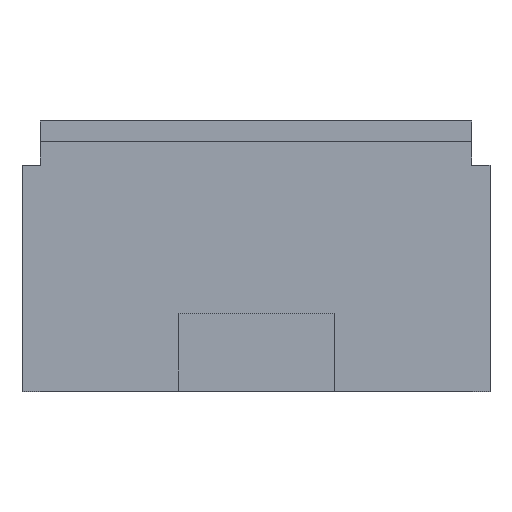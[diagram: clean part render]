
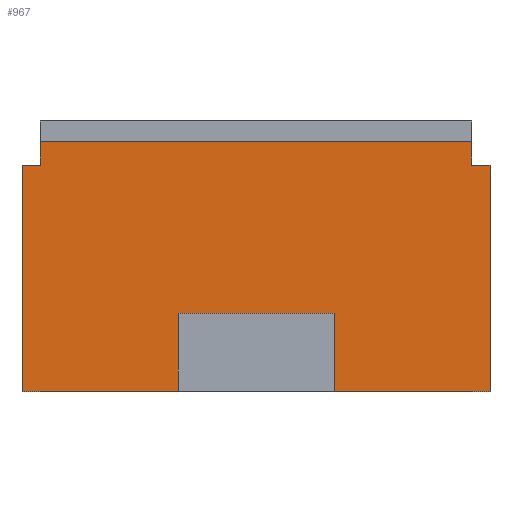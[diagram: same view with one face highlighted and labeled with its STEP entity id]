
A CAD part, top view. The second image highlights one B-rep face of the part: STEP entity #967.
In plain terms, the highlighted planar face has unit normal (0, 0, 1).
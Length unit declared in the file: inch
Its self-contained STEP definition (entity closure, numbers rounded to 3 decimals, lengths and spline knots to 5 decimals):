
#852=FACE_OUTER_BOUND('',#1217,.T.);
#967=ADVANCED_FACE('',(#852),#1082,.F.);
#1082=PLANE('',#3101);
#1217=EDGE_LOOP('',(#1487,#1488,#1489,#1490,#1491,#1492,#1493,#1494,#1495,
#1496,#1497,#1498));
#1487=ORIENTED_EDGE('',*,*,#2295,.F.);
#1488=ORIENTED_EDGE('',*,*,#2251,.T.);
#1489=ORIENTED_EDGE('',*,*,#2189,.F.);
#1490=ORIENTED_EDGE('',*,*,#2257,.F.);
#1491=ORIENTED_EDGE('',*,*,#2296,.F.);
#1492=ORIENTED_EDGE('',*,*,#2297,.F.);
#1493=ORIENTED_EDGE('',*,*,#2193,.F.);
#1494=ORIENTED_EDGE('',*,*,#2254,.F.);
#1495=ORIENTED_EDGE('',*,*,#2298,.F.);
#1496=ORIENTED_EDGE('',*,*,#2299,.F.);
#1497=ORIENTED_EDGE('',*,*,#2293,.T.);
#1498=ORIENTED_EDGE('',*,*,#2300,.F.);
#1981=VERTEX_POINT('',#3825);
#1982=VERTEX_POINT('',#3827);
#1985=VERTEX_POINT('',#3833);
#1986=VERTEX_POINT('',#3835);
#2039=VERTEX_POINT('',#3950);
#2040=VERTEX_POINT('',#3954);
#2042=VERTEX_POINT('',#3960);
#2064=VERTEX_POINT('',#4023);
#2065=VERTEX_POINT('',#4025);
#2066=VERTEX_POINT('',#4029);
#2067=VERTEX_POINT('',#4031);
#2068=VERTEX_POINT('',#4034);
#2189=EDGE_CURVE('',#1981,#1982,#2501,.T.);
#2193=EDGE_CURVE('',#1985,#1986,#2505,.T.);
#2251=EDGE_CURVE('',#2039,#1982,#2563,.T.);
#2254=EDGE_CURVE('',#2040,#1985,#2566,.T.);
#2257=EDGE_CURVE('',#2042,#1981,#2569,.T.);
#2293=EDGE_CURVE('',#2065,#2064,#2605,.T.);
#2295=EDGE_CURVE('',#2039,#2066,#2607,.T.);
#2296=EDGE_CURVE('',#2067,#2042,#2608,.T.);
#2297=EDGE_CURVE('',#1986,#2067,#2609,.T.);
#2298=EDGE_CURVE('',#2068,#2040,#2610,.T.);
#2299=EDGE_CURVE('',#2065,#2068,#2611,.T.);
#2300=EDGE_CURVE('',#2066,#2064,#2612,.T.);
#2501=LINE('',#3826,#2813);
#2505=LINE('',#3834,#2817);
#2563=LINE('',#3949,#2875);
#2566=LINE('',#3955,#2878);
#2569=LINE('',#3961,#2881);
#2605=LINE('',#4024,#2917);
#2607=LINE('',#4028,#2919);
#2608=LINE('',#4030,#2920);
#2609=LINE('',#4032,#2921);
#2610=LINE('',#4033,#2922);
#2611=LINE('',#4035,#2923);
#2612=LINE('',#4036,#2924);
#2813=VECTOR('',#3245,1.);
#2817=VECTOR('',#3249,1.);
#2875=VECTOR('',#3315,1.);
#2878=VECTOR('',#3320,1.);
#2881=VECTOR('',#3325,1.);
#2917=VECTOR('',#3371,1.);
#2919=VECTOR('',#3375,1.);
#2920=VECTOR('',#3376,1.);
#2921=VECTOR('',#3377,1.);
#2922=VECTOR('',#3378,1.);
#2923=VECTOR('',#3379,1.);
#2924=VECTOR('',#3380,1.);
#3101=AXIS2_PLACEMENT_3D('',#4037,#3381,#3382);
#3245=DIRECTION('',(-1.,0.,0.));
#3249=DIRECTION('',(-1.,0.,0.));
#3315=DIRECTION('',(0.,-1.,0.));
#3320=DIRECTION('',(0.,-1.,0.));
#3325=DIRECTION('',(0.,-1.,0.));
#3371=DIRECTION('',(-1.,0.,0.));
#3375=DIRECTION('',(1.,0.,0.));
#3376=DIRECTION('',(-1.,0.,0.));
#3377=DIRECTION('',(0.,1.,0.));
#3378=DIRECTION('',(1.,0.,0.));
#3379=DIRECTION('',(0.,-1.,0.));
#3380=DIRECTION('',(0.,1.,0.));
#3381=DIRECTION('',(0.,0.,-1.));
#3382=DIRECTION('',(0.,1.,0.));
#3825=CARTESIAN_POINT('',(0.3,0.,0.2));
#3826=CARTESIAN_POINT('',(0.3,0.,0.2));
#3827=CARTESIAN_POINT('',(0.,0.,0.2));
#3833=CARTESIAN_POINT('',(0.9,0.,0.2));
#3834=CARTESIAN_POINT('',(0.9,0.,0.2));
#3835=CARTESIAN_POINT('',(0.6,0.,0.2));
#3949=CARTESIAN_POINT('',(0.,0.48,0.2));
#3950=CARTESIAN_POINT('',(0.,0.435,0.2));
#3954=CARTESIAN_POINT('',(0.9,0.435,0.2));
#3955=CARTESIAN_POINT('',(0.9,5.,0.2));
#3960=CARTESIAN_POINT('',(0.3,0.15,0.2));
#3961=CARTESIAN_POINT('',(0.3,5.,0.2));
#4023=CARTESIAN_POINT('',(0.035,0.48,0.2));
#4024=CARTESIAN_POINT('',(10.,0.48,0.2));
#4025=CARTESIAN_POINT('',(0.865,0.48,0.2));
#4028=CARTESIAN_POINT('',(10.,0.435,0.2));
#4029=CARTESIAN_POINT('',(0.035,0.435,0.2));
#4030=CARTESIAN_POINT('',(10.,0.15,0.2));
#4031=CARTESIAN_POINT('',(0.6,0.15,0.2));
#4032=CARTESIAN_POINT('',(0.6,5.,0.2));
#4033=CARTESIAN_POINT('',(10.,0.435,0.2));
#4034=CARTESIAN_POINT('',(0.865,0.435,0.2));
#4035=CARTESIAN_POINT('',(0.865,0.48,0.2));
#4036=CARTESIAN_POINT('',(0.035,0.48,0.2));
#4037=CARTESIAN_POINT('',(10.,0.48,0.2));
